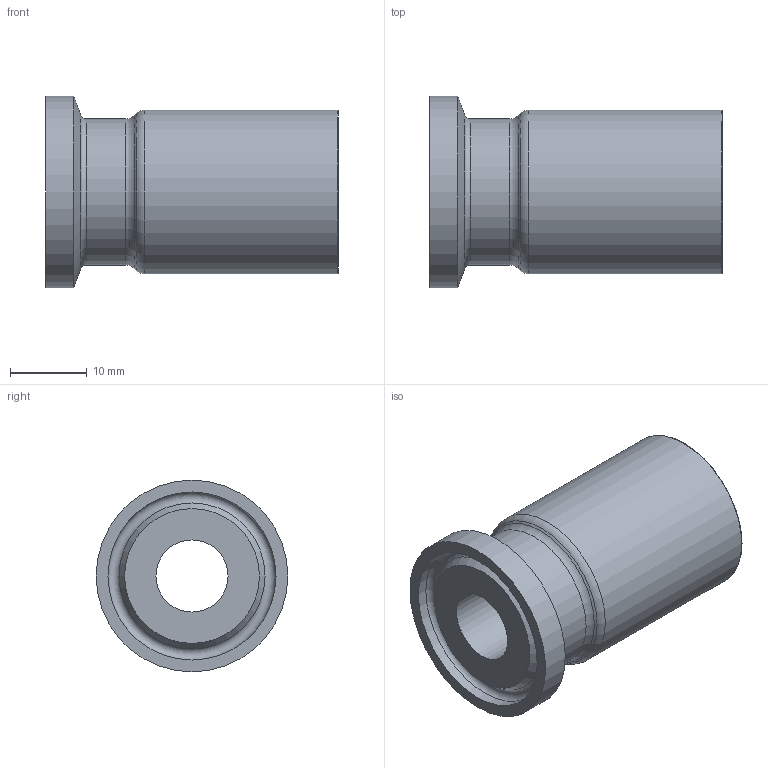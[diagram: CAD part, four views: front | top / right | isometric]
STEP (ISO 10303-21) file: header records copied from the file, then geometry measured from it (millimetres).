
FILE_DESCRIPTION(/* description */ (''),/* implementation_level */ '2;1');
FILE_NAME(/* name */ '19MPX-.50.stp',/* time_stamp */ '2023-06-26T11:32:34-04:00',/* author */ ('rick'),/* organization */ (''),/* preprocessor_version */ 'ST-DEVELOPER v18.1',/* originating_system */ 'Autodesk Inventor 2020',/* authorisation */ '');
FILE_SCHEMA (('AUTOMOTIVE_DESIGN { 1 0 10303 214 3 1 1 }'));
Length unit declared in the file: inch
Products named in the file (1): 19MPX-.50
Bounding box: 38.1 x 24.99 x 24.99 mm (x, y, z)
Volume: 9229.7 mm3; surface area: 4760.3 mm2
Topology: 1 solids, 1 shells, 19 faces, 66 edges, 50 vertices
Faces by surface type: torus 7, cylinder 5, cone 4, plane 3
Full cylindrical faces by diameter (mm): 9.398 x1, 19.05 x1, 21.336 x1, 21.895 x1, 24.994 x1
Entity records: 828 total; most frequent: DIRECTION 163, CARTESIAN_POINT 136, ORIENTED_EDGE 132, AXIS2_PLACEMENT_3D 77, EDGE_CURVE 66, CIRCLE 57, VERTEX_POINT 50, EDGE_LOOP 22
